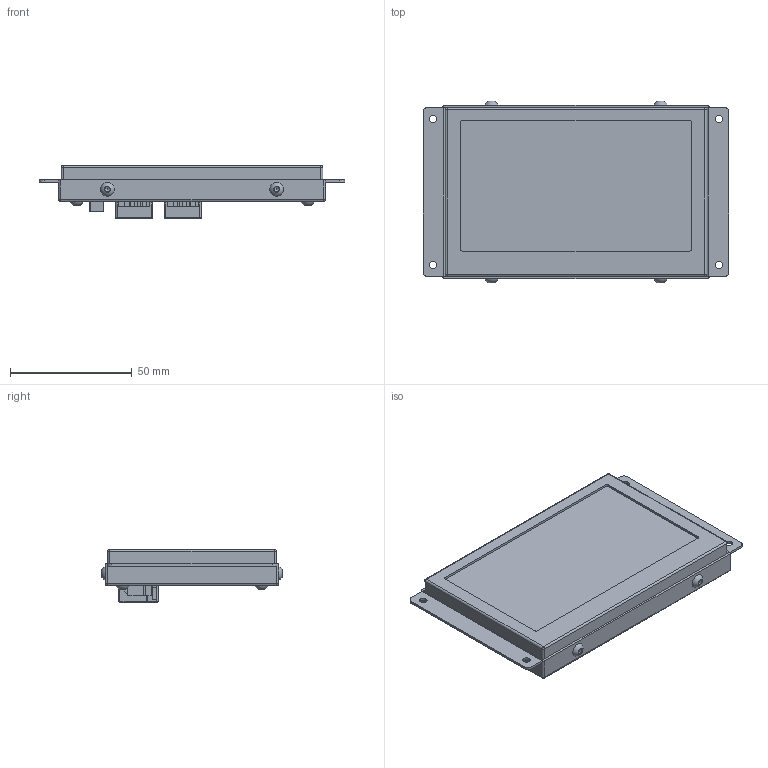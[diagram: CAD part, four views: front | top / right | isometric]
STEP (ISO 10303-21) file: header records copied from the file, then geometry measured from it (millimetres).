
FILE_DESCRIPTION(('FreeCAD Model'),'2;1');
FILE_NAME( 'Digi.step', '2020-04-01T13:41:05',('Author'),(''), 'Open CASCADE STEP processor 7.3','FreeCAD','Unknown');
FILE_SCHEMA(('AUTOMOTIVE_DESIGN { 1 0 10303 214 1 1 1 1 }'));
Length unit declared in the file: millimetre
Products named in the file (26): Digi; BackCover; digi_ohisje_spodnje_koncno_stp1_01; FrontCover; digi_ohisje_zgornjo_koncno_stp1_01; FakeDisplay; Body; Assem1; 64900221122; 6490xx21122_PIN001; 6490xx21122_PIN; Assem003; use; use_Pin; Pin_short001; Pin_short; Pin_long001; Pin_long; Assem004; use001; use_Pin001; Pin_short003; Pin_short002; Pin_long003; Pin_long002; M3x6-Screw
Assembly tree (45 placements, depth 4):
  Digi
    BackCover
      digi_ohisje_spodnje_koncno_stp1_01
    FrontCover
      digi_ohisje_zgornjo_koncno_stp1_01
    FakeDisplay
      Body
    Assem1
      64900221122
      6490xx21122_PIN001
        6490xx21122_PIN  x2
    Assem003
  use
  use_Pin
      Pin_short001
        Pin_short  x4
      Pin_long001
        Pin_long  x4
    Assem004
  use001
  use_Pin001
      Pin_short003
        Pin_short002  x4
      Pin_long003
        Pin_long002  x4
    M3x6-Screw  x8
Bounding box: 125.5 x 74.7 x 21.75 mm (x, y, z)
Volume: 40371.8 mm3; surface area: 59291.8 mm2
Topology: 34 solids, 34 shells, 1825 faces, 5031 edges, 3266 vertices
Faces by surface type: plane 1384, cylinder 357, sphere 32, cone 24, torus 20, revolution 8
Full cylindrical faces by diameter (mm): 0.9 x4, 3 x8
Entity records: 45258 total; most frequent: CARTESIAN_POINT 7930, ORIENTED_EDGE 7706, DIRECTION 7196, EDGE_CURVE 3853, LINE 3263, VECTOR 3263, VERTEX_POINT 2500, AXIS2_PLACEMENT_3D 1966
